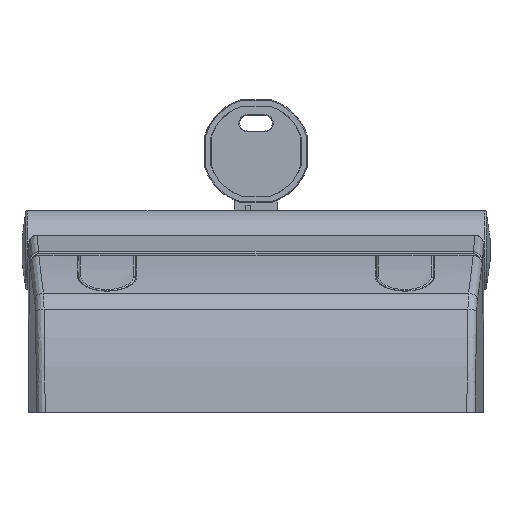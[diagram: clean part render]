
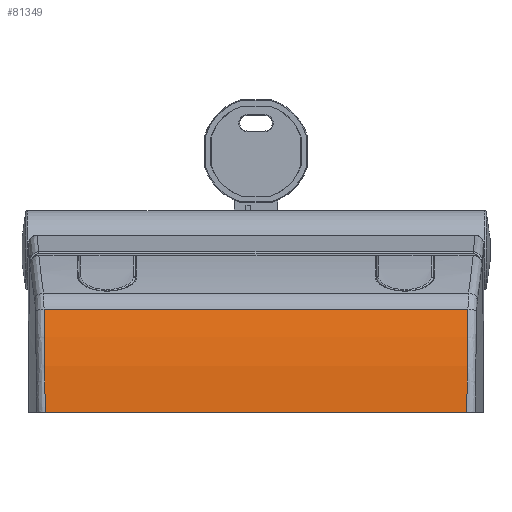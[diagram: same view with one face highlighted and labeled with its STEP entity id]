
A CAD part, left-side view. The second image highlights one B-rep face of the part: STEP entity #81349.
In plain terms, the highlighted cylindrical face has radius 86.5 mm (diameter 173 mm), a partial arc.
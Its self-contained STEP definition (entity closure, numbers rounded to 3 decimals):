
#3364 = B_SPLINE_CURVE_WITH_KNOTS ( 'NONE', 3,
 ( #102590, #102521, #102600, #102602, #102604, #102606 ),
 .UNSPECIFIED., .F., .F.,
 ( 4, 2, 4 ),
 ( 0., 0.012, 0.024 ),
 .UNSPECIFIED. ) ;
#3367 = B_SPLINE_CURVE_WITH_KNOTS ( 'NONE', 3,
 ( #102519, #102596, #102616, #102618, #102620, #102622 ),
 .UNSPECIFIED., .F., .F.,
 ( 4, 2, 4 ),
 ( 0., 0.012, 0.024 ),
 .UNSPECIFIED. ) ;
#10643 = ORIENTED_EDGE ( 'NONE', *, *, #105550, .T. ) ;
#10644 = ORIENTED_EDGE ( 'NONE', *, *, #105552, .F. ) ;
#10645 = ORIENTED_EDGE ( 'NONE', *, *, #105554, .T. ) ;
#10646 = ORIENTED_EDGE ( 'NONE', *, *, #105557, .T. ) ;
#14004 = EDGE_LOOP ( 'NONE', ( #10643, #10644, #10645, #10646 ) ) ;
#31888 = AXIS2_PLACEMENT_3D ( 'NONE', #40795, #40791, #40797 ) ;
#40791 = DIRECTION ( 'NONE',  ( 0., 0., 1. ) ) ;
#40793 = CYLINDRICAL_SURFACE ( 'NONE', #31888, 86.5 ) ;
#40794 = FACE_OUTER_BOUND ( 'NONE', #14004, .T. ) ;
#40795 = CARTESIAN_POINT ( 'NONE',  ( -46.5, 0., -52. ) ) ;
#40797 = DIRECTION ( 'NONE',  ( 1., 0., 0. ) ) ;
#81349 = ADVANCED_FACE ( 'NONE', ( #40794 ), #40793, .T. ) ;
#84266 = VECTOR ( 'NONE', #102611, 1000. ) ;
#84307 = VECTOR ( 'NONE', #102594, 1000. ) ;
#85532 = CARTESIAN_POINT ( 'NONE',  ( 36.735, 23.54, -48.393 ) ) ;
#85533 = CARTESIAN_POINT ( 'NONE',  ( 40., 0., 48.153 ) ) ;
#85537 = CARTESIAN_POINT ( 'NONE',  ( 36.735, 23.54, 48.393 ) ) ;
#85540 = CARTESIAN_POINT ( 'NONE',  ( 40., 0., -48.153 ) ) ;
#97846 = VERTEX_POINT ( 'NONE', #85532 ) ;
#97849 = VERTEX_POINT ( 'NONE', #85533 ) ;
#97857 = VERTEX_POINT ( 'NONE', #85537 ) ;
#97865 = VERTEX_POINT ( 'NONE', #85540 ) ;
#102519 = CARTESIAN_POINT ( 'NONE',  ( 40., 0., -48.153 ) ) ;
#102521 = CARTESIAN_POINT ( 'NONE',  ( 40., 3.999, 48.153 ) ) ;
#102588 = LINE ( 'NONE', #102592, #84307 ) ;
#102590 = CARTESIAN_POINT ( 'NONE',  ( 40., 0., 48.153 ) ) ;
#102592 = CARTESIAN_POINT ( 'NONE',  ( 36.735, 23.54, -52. ) ) ;
#102594 = DIRECTION ( 'NONE',  ( 0., 0., 1. ) ) ;
#102596 = CARTESIAN_POINT ( 'NONE',  ( 40., 3.999, -48.153 ) ) ;
#102598 = LINE ( 'NONE', #102607, #84266 ) ;
#102600 = CARTESIAN_POINT ( 'NONE',  ( 39.724, 7.96, 48.174 ) ) ;
#102602 = CARTESIAN_POINT ( 'NONE',  ( 38.636, 15.807, 48.255 ) ) ;
#102604 = CARTESIAN_POINT ( 'NONE',  ( 37.823, 19.693, 48.315 ) ) ;
#102606 = CARTESIAN_POINT ( 'NONE',  ( 36.735, 23.54, 48.393 ) ) ;
#102607 = CARTESIAN_POINT ( 'NONE',  ( 40., 0., 52. ) ) ;
#102611 = DIRECTION ( 'NONE',  ( 0., 0., -1. ) ) ;
#102616 = CARTESIAN_POINT ( 'NONE',  ( 39.724, 7.96, -48.174 ) ) ;
#102618 = CARTESIAN_POINT ( 'NONE',  ( 38.636, 15.807, -48.255 ) ) ;
#102620 = CARTESIAN_POINT ( 'NONE',  ( 37.823, 19.693, -48.315 ) ) ;
#102622 = CARTESIAN_POINT ( 'NONE',  ( 36.735, 23.54, -48.393 ) ) ;
#105550 = EDGE_CURVE ( 'NONE', #97846, #97857, #102588, .T. ) ;
#105552 = EDGE_CURVE ( 'NONE', #97849, #97857, #3364, .T. ) ;
#105554 = EDGE_CURVE ( 'NONE', #97849, #97865, #102598, .T. ) ;
#105557 = EDGE_CURVE ( 'NONE', #97865, #97846, #3367, .T. ) ;
